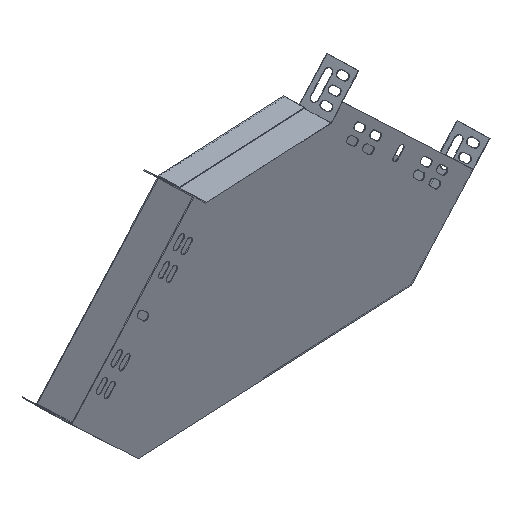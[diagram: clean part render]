
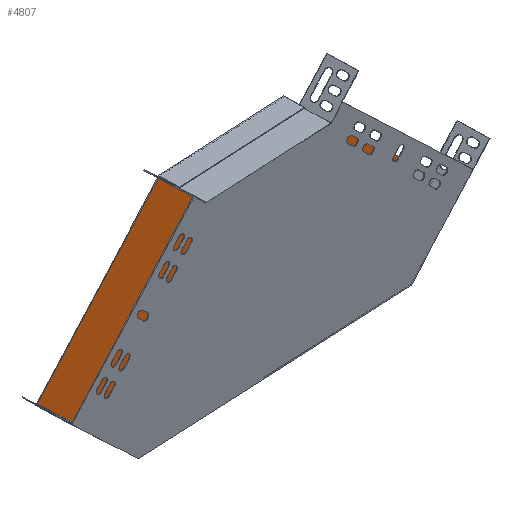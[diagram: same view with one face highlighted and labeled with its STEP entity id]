
A CAD part, isometric view. The second image highlights one B-rep face of the part: STEP entity #4807.
In plain terms, the highlighted planar face has unit normal (0.022, -1, 0.006).
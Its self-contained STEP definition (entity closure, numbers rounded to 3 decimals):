
#141 = ORIENTED_EDGE ( 'NONE', *, *, #5632, .T. ) ;
#297 = CARTESIAN_POINT ( 'NONE',  ( 36.087, 59.246, 76.777 ) ) ;
#343 = VECTOR ( 'NONE', #1273, 1000. ) ;
#518 = CARTESIAN_POINT ( 'NONE',  ( -389.32, 49.904, 64.774 ) ) ;
#688 = VERTEX_POINT ( 'NONE', #935 ) ;
#721 = LINE ( 'NONE', #2148, #4456 ) ;
#772 = ORIENTED_EDGE ( 'NONE', *, *, #3975, .T. ) ;
#781 = CARTESIAN_POINT ( 'NONE',  ( -328.885, 50.856, 7.516 ) ) ;
#783 = EDGE_CURVE ( 'NONE', #2759, #2836, #1153, .T. ) ;
#786 = DIRECTION ( 'NONE',  ( 0.022, -1., 0.006 ) ) ;
#873 = VECTOR ( 'NONE', #3878, 1000. ) ;
#917 = VERTEX_POINT ( 'NONE', #2090 ) ;
#935 = CARTESIAN_POINT ( 'NONE',  ( -251.164, 53.85, 211.688 ) ) ;
#996 = VERTEX_POINT ( 'NONE', #6081 ) ;
#997 = CARTESIAN_POINT ( 'NONE',  ( -109.829, 56.953, 215.51 ) ) ;
#1015 = VECTOR ( 'NONE', #3194, 1000. ) ;
#1153 = LINE ( 'NONE', #518, #6201 ) ;
#1166 = ORIENTED_EDGE ( 'NONE', *, *, #1255, .F. ) ;
#1170 = CARTESIAN_POINT ( 'NONE',  ( -21.137, 57.611, 15.838 ) ) ;
#1221 = DIRECTION ( 'NONE',  ( -0.687, -0.02, -0.726 ) ) ;
#1240 = CARTESIAN_POINT ( 'NONE',  ( -109.815, 56.95, 215.01 ) ) ;
#1252 = CARTESIAN_POINT ( 'NONE',  ( -251.151, 53.848, 211.189 ) ) ;
#1255 = EDGE_CURVE ( 'NONE', #1317, #5018, #2429, .T. ) ;
#1273 = DIRECTION ( 'NONE',  ( -0.999, -0.022, -0.027 ) ) ;
#1282 = LINE ( 'NONE', #1252, #4021 ) ;
#1317 = VERTEX_POINT ( 'NONE', #3967 ) ;
#1448 = VECTOR ( 'NONE', #1221, 1000. ) ;
#1539 = CARTESIAN_POINT ( 'NONE',  ( 36.087, 59.246, 76.777 ) ) ;
#1906 = ORIENTED_EDGE ( 'NONE', *, *, #2540, .F. ) ;
#1930 = CARTESIAN_POINT ( 'NONE',  ( -389.32, 49.904, 64.774 ) ) ;
#2090 = CARTESIAN_POINT ( 'NONE',  ( -251.151, 53.848, 211.189 ) ) ;
#2148 = CARTESIAN_POINT ( 'NONE',  ( -21.137, 57.611, 15.838 ) ) ;
#2284 = VECTOR ( 'NONE', #2963, 1000. ) ;
#2296 = ORIENTED_EDGE ( 'NONE', *, *, #783, .T. ) ;
#2313 = LINE ( 'NONE', #1240, #1015 ) ;
#2327 = AXIS2_PLACEMENT_3D ( 'NONE', #297, #786, #4212 ) ;
#2365 = ORIENTED_EDGE ( 'NONE', *, *, #3899, .F. ) ;
#2429 = LINE ( 'NONE', #997, #2284 ) ;
#2459 = CARTESIAN_POINT ( 'NONE',  ( -251.164, 53.85, 211.688 ) ) ;
#2540 = EDGE_CURVE ( 'NONE', #996, #4508, #3106, .T. ) ;
#2642 = DIRECTION ( 'NONE',  ( 0.999, 0.022, 0.027 ) ) ;
#2660 = CARTESIAN_POINT ( 'NONE',  ( 36.1, 59.243, 76.278 ) ) ;
#2749 = LINE ( 'NONE', #2660, #1448 ) ;
#2759 = VERTEX_POINT ( 'NONE', #5107 ) ;
#2798 = EDGE_CURVE ( 'NONE', #6211, #917, #1282, .T. ) ;
#2799 = LINE ( 'NONE', #4189, #343 ) ;
#2836 = VERTEX_POINT ( 'NONE', #781 ) ;
#2900 = CARTESIAN_POINT ( 'NONE',  ( -109.815, 56.95, 215.01 ) ) ;
#2963 = DIRECTION ( 'NONE',  ( 0.027, -0.006, -1. ) ) ;
#3083 = EDGE_CURVE ( 'NONE', #2759, #6211, #3474, .T. ) ;
#3106 = LINE ( 'NONE', #1539, #4385 ) ;
#3166 = VECTOR ( 'NONE', #4410, 1000. ) ;
#3194 = DIRECTION ( 'NONE',  ( 0.726, 0.011, -0.688 ) ) ;
#3290 = ORIENTED_EDGE ( 'NONE', *, *, #3083, .F. ) ;
#3474 = LINE ( 'NONE', #1930, #873 ) ;
#3697 = ORIENTED_EDGE ( 'NONE', *, *, #2798, .F. ) ;
#3878 = DIRECTION ( 'NONE',  ( -0.027, 0.006, 1. ) ) ;
#3899 = EDGE_CURVE ( 'NONE', #5018, #996, #2313, .T. ) ;
#3967 = CARTESIAN_POINT ( 'NONE',  ( -109.829, 56.953, 215.51 ) ) ;
#3975 = EDGE_CURVE ( 'NONE', #688, #917, #4438, .T. ) ;
#4021 = VECTOR ( 'NONE', #4166, 1000. ) ;
#4146 = VERTEX_POINT ( 'NONE', #1170 ) ;
#4166 = DIRECTION ( 'NONE',  ( 0.687, 0.02, 0.726 ) ) ;
#4189 = CARTESIAN_POINT ( 'NONE',  ( -251.164, 53.85, 211.688 ) ) ;
#4193 = EDGE_CURVE ( 'NONE', #4508, #4146, #2749, .T. ) ;
#4212 = DIRECTION ( 'NONE',  ( 0.027, -0.006, -1. ) ) ;
#4353 = EDGE_LOOP ( 'NONE', ( #3697, #3290, #2296, #5050, #5522, #1906, #2365, #1166, #141, #772 ) ) ;
#4385 = VECTOR ( 'NONE', #4450, 1000. ) ;
#4410 = DIRECTION ( 'NONE',  ( 0.027, -0.006, -1. ) ) ;
#4420 = DIRECTION ( 'NONE',  ( 0.726, 0.011, -0.688 ) ) ;
#4438 = LINE ( 'NONE', #2459, #3166 ) ;
#4450 = DIRECTION ( 'NONE',  ( 0.027, -0.006, -1. ) ) ;
#4456 = VECTOR ( 'NONE', #2642, 1000. ) ;
#4508 = VERTEX_POINT ( 'NONE', #4954 ) ;
#4619 = CARTESIAN_POINT ( 'NONE',  ( -389.333, 49.907, 65.274 ) ) ;
#4807 = ADVANCED_FACE ( 'NONE', ( #6118 ), #6171, .T. ) ;
#4954 = CARTESIAN_POINT ( 'NONE',  ( 36.1, 59.243, 76.278 ) ) ;
#5018 = VERTEX_POINT ( 'NONE', #2900 ) ;
#5050 = ORIENTED_EDGE ( 'NONE', *, *, #6167, .T. ) ;
#5107 = CARTESIAN_POINT ( 'NONE',  ( -389.32, 49.904, 64.774 ) ) ;
#5522 = ORIENTED_EDGE ( 'NONE', *, *, #4193, .F. ) ;
#5632 = EDGE_CURVE ( 'NONE', #1317, #688, #2799, .T. ) ;
#6081 = CARTESIAN_POINT ( 'NONE',  ( 36.087, 59.246, 76.777 ) ) ;
#6118 = FACE_OUTER_BOUND ( 'NONE', #4353, .T. ) ;
#6167 = EDGE_CURVE ( 'NONE', #2836, #4146, #721, .T. ) ;
#6171 = PLANE ( 'NONE',  #2327 ) ;
#6201 = VECTOR ( 'NONE', #4420, 1000. ) ;
#6211 = VERTEX_POINT ( 'NONE', #4619 ) ;
